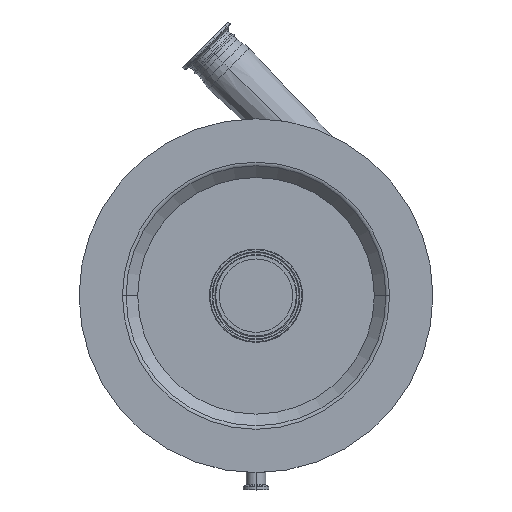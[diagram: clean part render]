
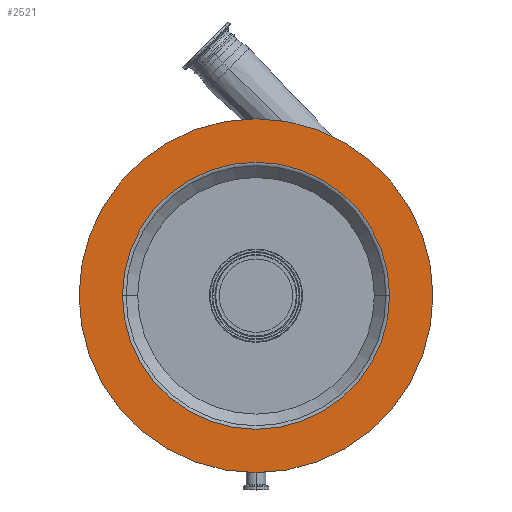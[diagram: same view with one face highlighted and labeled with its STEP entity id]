
A CAD part, top view. The second image highlights one B-rep face of the part: STEP entity #2521.
In plain terms, the highlighted planar face has unit normal (0, 0, 1).
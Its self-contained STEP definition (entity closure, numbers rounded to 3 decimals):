
#127 = ORIENTED_EDGE ( 'NONE', *, *, #19343, .F. ) ;
#514 = CIRCLE ( 'NONE', #7613, 175. ) ;
#1665 = ORIENTED_EDGE ( 'NONE', *, *, #15828, .T. ) ;
#1761 = DIRECTION ( 'NONE',  ( -1., 0., 0. ) ) ;
#2152 = EDGE_CURVE ( 'NONE', #17842, #13028, #14917, .T. ) ;
#2521 = ADVANCED_FACE ( 'NONE', ( #17998, #4156 ), #2642, .F. ) ;
#2642 = PLANE ( 'NONE',  #4296 ) ;
#3118 = AXIS2_PLACEMENT_3D ( 'NONE', #10648, #7633, #1761 ) ;
#3771 = VERTEX_POINT ( 'NONE', #5792 ) ;
#3786 = CARTESIAN_POINT ( 'NONE',  ( 0., 0., 66. ) ) ;
#4156 = FACE_OUTER_BOUND ( 'NONE', #14115, .T. ) ;
#4191 = DIRECTION ( 'NONE',  ( -1., 0., 0. ) ) ;
#4296 = AXIS2_PLACEMENT_3D ( 'NONE', #12034, #5975, #18285 ) ;
#4795 = ORIENTED_EDGE ( 'NONE', *, *, #8760, .F. ) ;
#5792 = CARTESIAN_POINT ( 'NONE',  ( -175., 0., 66. ) ) ;
#5975 = DIRECTION ( 'NONE',  ( 0., 0., -1. ) ) ;
#6228 = AXIS2_PLACEMENT_3D ( 'NONE', #11798, #14696, #17945 ) ;
#6485 = CARTESIAN_POINT ( 'NONE',  ( 175., 0., 66. ) ) ;
#7613 = AXIS2_PLACEMENT_3D ( 'NONE', #3786, #11582, #4191 ) ;
#7633 = DIRECTION ( 'NONE',  ( 0., 0., -1. ) ) ;
#7634 = CIRCLE ( 'NONE', #3118, 175. ) ;
#8143 = EDGE_LOOP ( 'NONE', ( #8236, #1665 ) ) ;
#8236 = ORIENTED_EDGE ( 'NONE', *, *, #2152, .T. ) ;
#8760 = EDGE_CURVE ( 'NONE', #12910, #3771, #7634, .T. ) ;
#9143 = CARTESIAN_POINT ( 'NONE',  ( -132.071, 0., 66. ) ) ;
#10648 = CARTESIAN_POINT ( 'NONE',  ( 0., 0., 66. ) ) ;
#10966 = DIRECTION ( 'NONE',  ( -1., 0., 0. ) ) ;
#11086 = AXIS2_PLACEMENT_3D ( 'NONE', #18928, #18823, #10966 ) ;
#11582 = DIRECTION ( 'NONE',  ( 0., 0., -1. ) ) ;
#11798 = CARTESIAN_POINT ( 'NONE',  ( 0., 0., 66. ) ) ;
#12034 = CARTESIAN_POINT ( 'NONE',  ( 0., 175., 66. ) ) ;
#12910 = VERTEX_POINT ( 'NONE', #6485 ) ;
#13028 = VERTEX_POINT ( 'NONE', #13206 ) ;
#13206 = CARTESIAN_POINT ( 'NONE',  ( 132.071, 0., 66. ) ) ;
#14115 = EDGE_LOOP ( 'NONE', ( #127, #4795 ) ) ;
#14696 = DIRECTION ( 'NONE',  ( 0., 0., -1. ) ) ;
#14917 = CIRCLE ( 'NONE', #6228, 132.071 ) ;
#15589 = CIRCLE ( 'NONE', #11086, 132.071 ) ;
#15828 = EDGE_CURVE ( 'NONE', #13028, #17842, #15589, .T. ) ;
#17842 = VERTEX_POINT ( 'NONE', #9143 ) ;
#17945 = DIRECTION ( 'NONE',  ( -1., 0., 0. ) ) ;
#17998 = FACE_BOUND ( 'NONE', #8143, .T. ) ;
#18285 = DIRECTION ( 'NONE',  ( -1., 0., 0. ) ) ;
#18823 = DIRECTION ( 'NONE',  ( 0., 0., -1. ) ) ;
#18928 = CARTESIAN_POINT ( 'NONE',  ( 0., 0., 66. ) ) ;
#19343 = EDGE_CURVE ( 'NONE', #3771, #12910, #514, .T. ) ;
